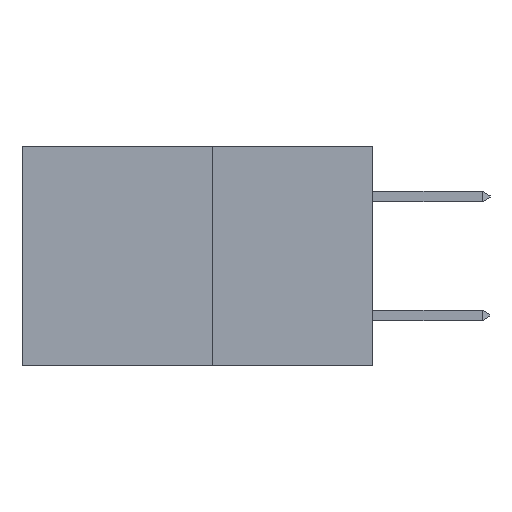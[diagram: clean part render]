
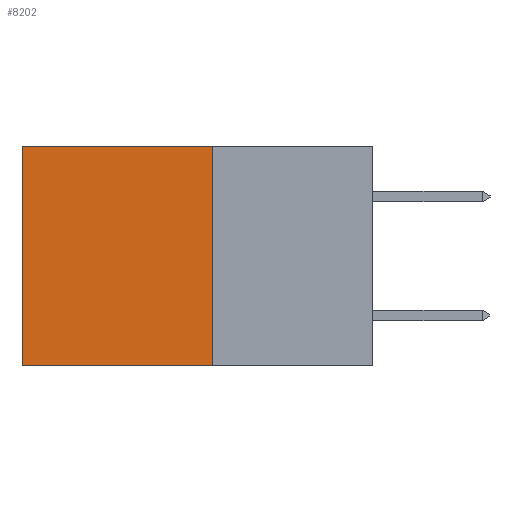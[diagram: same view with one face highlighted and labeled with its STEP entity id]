
A CAD part, left-side view. The second image highlights one B-rep face of the part: STEP entity #8202.
In plain terms, the highlighted planar face has unit normal (-1, 0, 0).
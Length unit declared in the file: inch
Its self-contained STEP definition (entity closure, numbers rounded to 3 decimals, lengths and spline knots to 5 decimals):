
#12 = ORIENTED_EDGE ( 'NONE', *, *, #5290, .T. ) ;
#309 = EDGE_CURVE ( 'NONE', #7426, #5354, #4208, .T. ) ;
#322 = CARTESIAN_POINT ( 'NONE',  ( 0.277, 0.27, 0. ) ) ;
#697 = CARTESIAN_POINT ( 'NONE',  ( 0.277, 0.27, -0.37 ) ) ;
#793 = LINE ( 'NONE', #697, #9387 ) ;
#1554 = CARTESIAN_POINT ( 'NONE',  ( 0.277, 0.27, -0.37 ) ) ;
#1611 = CARTESIAN_POINT ( 'NONE',  ( 0.277, 0.27, -0.37 ) ) ;
#1985 = CARTESIAN_POINT ( 'NONE',  ( 0.277, 0.59, -0.37 ) ) ;
#2066 = CARTESIAN_POINT ( 'NONE',  ( 0.277, 0.59, 0. ) ) ;
#2186 = EDGE_CURVE ( 'NONE', #3873, #3584, #2231, .T. ) ;
#2227 = ORIENTED_EDGE ( 'NONE', *, *, #6149, .F. ) ;
#2231 = LINE ( 'NONE', #5557, #6397 ) ;
#2296 = CARTESIAN_POINT ( 'NONE',  ( 0.277, 0.27, 0. ) ) ;
#2696 = ORIENTED_EDGE ( 'NONE', *, *, #2186, .F. ) ;
#2790 = CARTESIAN_POINT ( 'NONE',  ( 0.277, 0.59, -0.37 ) ) ;
#3584 = VERTEX_POINT ( 'NONE', #1985 ) ;
#3600 = EDGE_LOOP ( 'NONE', ( #12, #2696, #2227, #7870 ) ) ;
#3873 = VERTEX_POINT ( 'NONE', #1611 ) ;
#4057 = DIRECTION ( 'NONE',  ( 1., 0., 0. ) ) ;
#4208 = LINE ( 'NONE', #322, #4725 ) ;
#4366 = DIRECTION ( 'NONE',  ( 0., 1., 0. ) ) ;
#4459 = DIRECTION ( 'NONE',  ( 0., 0., -1. ) ) ;
#4725 = VECTOR ( 'NONE', #7925, 39.37008 ) ;
#5290 = EDGE_CURVE ( 'NONE', #5354, #3584, #8652, .T. ) ;
#5354 = VERTEX_POINT ( 'NONE', #2066 ) ;
#5557 = CARTESIAN_POINT ( 'NONE',  ( 0.277, 0.27, -0.37 ) ) ;
#6149 = EDGE_CURVE ( 'NONE', #7426, #3873, #793, .T. ) ;
#6397 = VECTOR ( 'NONE', #4366, 39.37008 ) ;
#6785 = FACE_OUTER_BOUND ( 'NONE', #3600, .T. ) ;
#7426 = VERTEX_POINT ( 'NONE', #2296 ) ;
#7870 = ORIENTED_EDGE ( 'NONE', *, *, #309, .T. ) ;
#7925 = DIRECTION ( 'NONE',  ( 0., 1., 0. ) ) ;
#8202 = ADVANCED_FACE ( 'NONE', ( #6785 ), #10578, .F. ) ;
#8652 = LINE ( 'NONE', #2790, #10522 ) ;
#8709 = AXIS2_PLACEMENT_3D ( 'NONE', #1554, #4057, #9827 ) ;
#9387 = VECTOR ( 'NONE', #9844, 39.37008 ) ;
#9827 = DIRECTION ( 'NONE',  ( 0., 0., -1. ) ) ;
#9844 = DIRECTION ( 'NONE',  ( 0., 0., -1. ) ) ;
#10522 = VECTOR ( 'NONE', #4459, 39.37008 ) ;
#10578 = PLANE ( 'NONE',  #8709 ) ;
